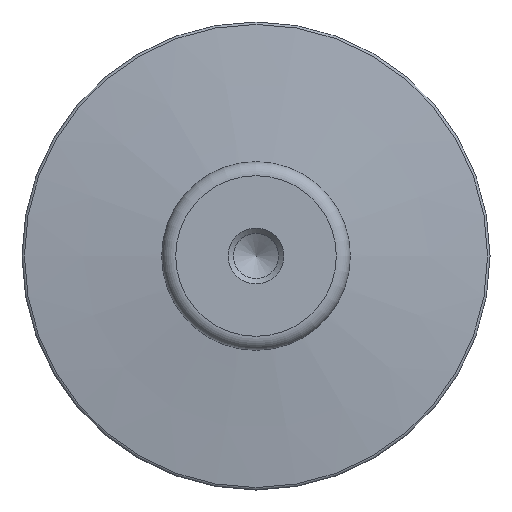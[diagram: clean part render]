
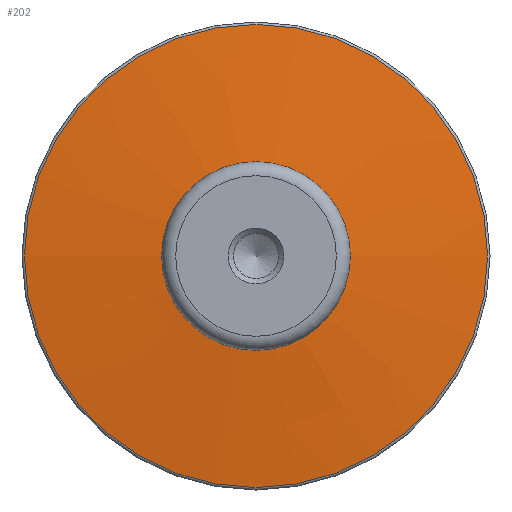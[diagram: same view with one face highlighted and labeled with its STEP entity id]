
A CAD part, front view. The second image highlights one B-rep face of the part: STEP entity #202.
In plain terms, the highlighted conical face has half-angle 83.29 degrees and reference radius 10.375 mm.
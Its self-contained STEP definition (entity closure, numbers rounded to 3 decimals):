
#31=FACE_OUTER_BOUND('',#44,.T.);
#44=EDGE_LOOP('',(#159,#160,#161,#162,#163,#164));
#57=LINE('',#380,#63);
#63=VECTOR('',#306,10.375);
#68=CIRCLE('',#237,16.573);
#69=CIRCLE('',#238,16.573);
#75=CIRCLE('',#246,4.);
#76=CIRCLE('',#247,4.);
#92=VERTEX_POINT('',#361);
#93=VERTEX_POINT('',#362);
#98=VERTEX_POINT('',#377);
#99=VERTEX_POINT('',#378);
#113=EDGE_CURVE('',#92,#93,#68,.T.);
#114=EDGE_CURVE('',#93,#92,#69,.T.);
#121=EDGE_CURVE('',#98,#99,#75,.T.);
#122=EDGE_CURVE('',#98,#93,#57,.T.);
#123=EDGE_CURVE('',#99,#98,#76,.T.);
#159=ORIENTED_EDGE('',*,*,#121,.F.);
#160=ORIENTED_EDGE('',*,*,#122,.T.);
#161=ORIENTED_EDGE('',*,*,#113,.F.);
#162=ORIENTED_EDGE('',*,*,#114,.F.);
#163=ORIENTED_EDGE('',*,*,#122,.F.);
#164=ORIENTED_EDGE('',*,*,#123,.F.);
#196=CONICAL_SURFACE('',#245,10.375,1.454);
#202=ADVANCED_FACE('',(#31),#196,.T.);
#237=AXIS2_PLACEMENT_3D('',#363,#285,#286);
#238=AXIS2_PLACEMENT_3D('',#364,#287,#288);
#245=AXIS2_PLACEMENT_3D('',#376,#302,#303);
#246=AXIS2_PLACEMENT_3D('',#379,#304,#305);
#247=AXIS2_PLACEMENT_3D('',#381,#307,#308);
#285=DIRECTION('center_axis',(0.,1.,0.));
#286=DIRECTION('ref_axis',(-1.,0.,0.));
#287=DIRECTION('center_axis',(0.,1.,0.));
#288=DIRECTION('ref_axis',(-1.,0.,0.));
#302=DIRECTION('center_axis',(0.,1.,0.));
#303=DIRECTION('ref_axis',(1.,0.,0.));
#304=DIRECTION('center_axis',(0.,-1.,0.));
#305=DIRECTION('ref_axis',(1.,0.,0.));
#306=DIRECTION('',(-0.993,0.117,0.));
#307=DIRECTION('center_axis',(0.,-1.,0.));
#308=DIRECTION('ref_axis',(1.,0.,0.));
#361=CARTESIAN_POINT('',(0.,20.479,16.573));
#362=CARTESIAN_POINT('',(-16.573,20.479,0.));
#363=CARTESIAN_POINT('Origin',(0.,20.479,0.));
#364=CARTESIAN_POINT('Origin',(0.,20.479,0.));
#376=CARTESIAN_POINT('Origin',(0.,19.75,0.));
#377=CARTESIAN_POINT('',(-4.,19.,0.));
#378=CARTESIAN_POINT('',(0.,19.,4.));
#379=CARTESIAN_POINT('Origin',(0.,19.,0.));
#380=CARTESIAN_POINT('',(-10.375,19.75,0.));
#381=CARTESIAN_POINT('Origin',(0.,19.,0.));
